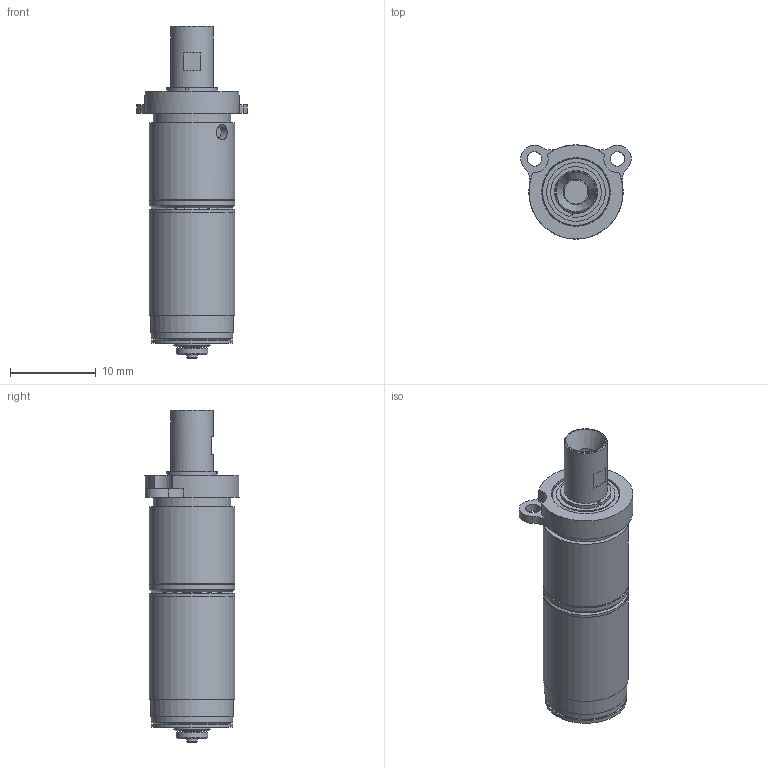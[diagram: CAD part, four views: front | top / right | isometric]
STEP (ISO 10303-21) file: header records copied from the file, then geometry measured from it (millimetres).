
FILE_DESCRIPTION(/* description */ (''),/* implementation_level */ '2;1');
FILE_NAME(/* name */ 'model_product_id121.stp',/* time_stamp */ '2016-07-20T11:31:04+02:00',/* author */ ('SD'),/* organization */ ('Micromotion GmbH Germany'),/* preprocessor_version */ 'ST-DEVELOPER v16.1',/* originating_system */ 'Autodesk Inventor 2016',/* authorisation */ '');
FILE_SCHEMA (('AUTOMOTIVE_DESIGN { 1 0 10303 214 3 1 1 }'));
Length unit declared in the file: millimetre
Products named in the file (1): MHD-10-120-P-S-SPM0101_Shrinkwrap_1
Bounding box: 12.9 x 11 x 38.75 mm (x, y, z)
Volume: 2347.4 mm3; surface area: 1729.1 mm2
Topology: 1 solids, 1 shells, 247 faces, 603 edges, 395 vertices
Faces by surface type: plane 125, cylinder 81, bspline 27, cone 12, torus 2
Full cylindrical faces by diameter (mm): 0.75 x4, 1 x8, 1.2 x2, 1.7 x2, 1.8 x1, 3 x1, 3.7 x1, 4.3 x1, 4.6 x1, 5 x3, 5.3 x1, 5.6 x1, 6.85 x1, 7.4 x1, 7.8 x1, 8 x2, 9 x1, 9.1 x1, 9.5 x2, 9.65 x1, 9.95 x1, 10 x3
Entity records: 9168 total; most frequent: CARTESIAN_POINT 3405, DIRECTION 1047, ORIENTED_EDGE 1044, EDGE_CURVE 522, AXIS2_PLACEMENT_3D 385, VERTEX_POINT 373, EDGE_LOOP 365, LINE 277
